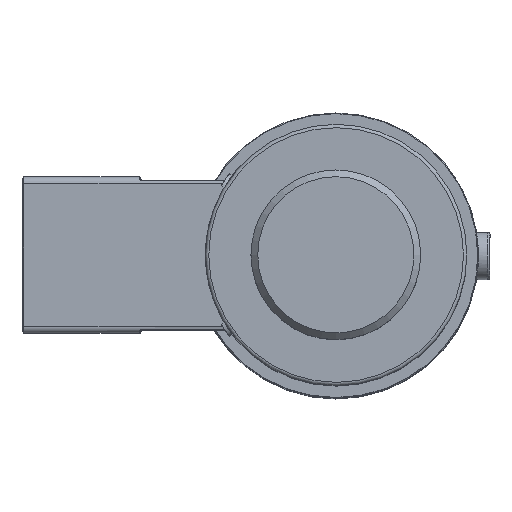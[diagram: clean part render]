
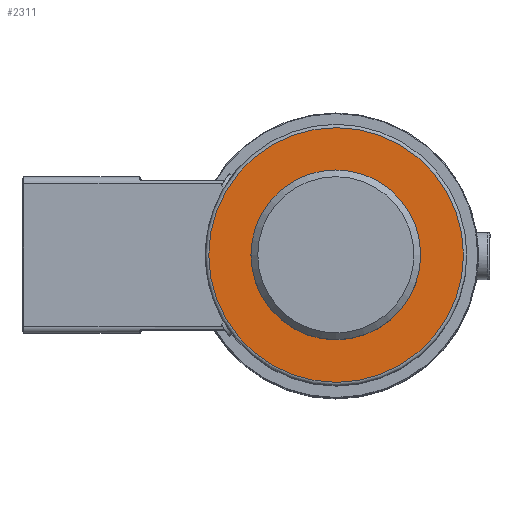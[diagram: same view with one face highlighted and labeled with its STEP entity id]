
A CAD part, top view. The second image highlights one B-rep face of the part: STEP entity #2311.
In plain terms, the highlighted planar face has unit normal (0, 0, 1).
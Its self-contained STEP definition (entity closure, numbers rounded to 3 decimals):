
#562=PLANE('',#2496);
#606=FACE_BOUND('',#824,.T.);
#674=FACE_OUTER_BOUND('',#823,.T.);
#823=EDGE_LOOP('',(#1788));
#824=EDGE_LOOP('',(#1789));
#978=CIRCLE('',#2497,37.5);
#979=CIRCLE('',#2498,23.);
#1137=VERTEX_POINT('',#3711);
#1138=VERTEX_POINT('',#3713);
#1379=EDGE_CURVE('',#1137,#1137,#978,.T.);
#1380=EDGE_CURVE('',#1138,#1138,#979,.T.);
#1788=ORIENTED_EDGE('',*,*,#1379,.F.);
#1789=ORIENTED_EDGE('',*,*,#1380,.F.);
#2311=ADVANCED_FACE('',(#674,#606),#562,.T.);
#2496=AXIS2_PLACEMENT_3D('',#3710,#2901,#2902);
#2497=AXIS2_PLACEMENT_3D('',#3712,#2903,#2904);
#2498=AXIS2_PLACEMENT_3D('',#3714,#2905,#2906);
#2901=DIRECTION('center_axis',(0.,0.,
1.));
#2902=DIRECTION('ref_axis',(0.,-1.,0.));
#2903=DIRECTION('center_axis',(0.,0.,
-1.));
#2904=DIRECTION('ref_axis',(0.,-1.,0.));
#2905=DIRECTION('center_axis',(0.,0.,
1.));
#2906=DIRECTION('ref_axis',(0.,-1.,0.));
#3710=CARTESIAN_POINT('Origin',(0.082,0.,
236.));
#3711=CARTESIAN_POINT('',(0.082,37.5,236.));
#3712=CARTESIAN_POINT('Origin',(0.082,0.,
236.));
#3713=CARTESIAN_POINT('',(0.,23.,236.));
#3714=CARTESIAN_POINT('Origin',(0.,0.,
236.));
